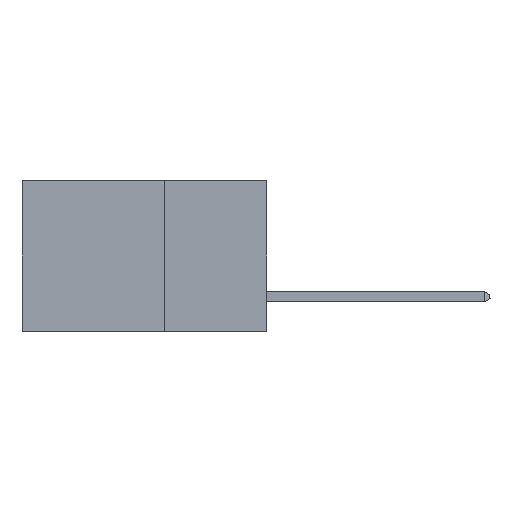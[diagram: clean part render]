
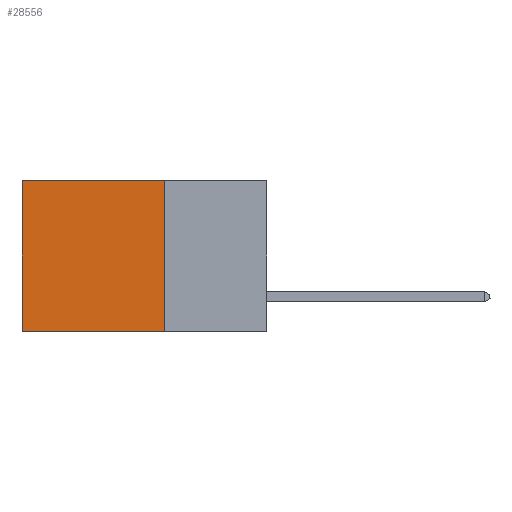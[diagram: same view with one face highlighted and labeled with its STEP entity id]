
A CAD part, left-side view. The second image highlights one B-rep face of the part: STEP entity #28556.
In plain terms, the highlighted planar face has unit normal (-1, 0, 0).
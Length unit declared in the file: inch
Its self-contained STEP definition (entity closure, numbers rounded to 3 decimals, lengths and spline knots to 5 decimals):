
#3211 = CARTESIAN_POINT ( 'NONE',  ( 0.2875, 0.25, -0.37 ) ) ;
#4574 = DIRECTION ( 'NONE',  ( 1., 0., 0. ) ) ;
#7172 = DIRECTION ( 'NONE',  ( 0., 0., -1. ) ) ;
#7651 = EDGE_CURVE ( 'NONE', #11741, #47470, #33480, .T. ) ;
#10172 = ORIENTED_EDGE ( 'NONE', *, *, #20510, .F. ) ;
#10797 = VERTEX_POINT ( 'NONE', #36532 ) ;
#11741 = VERTEX_POINT ( 'NONE', #27989 ) ;
#16080 = CARTESIAN_POINT ( 'NONE',  ( 0.2875, 0.25, 0. ) ) ;
#16563 = AXIS2_PLACEMENT_3D ( 'NONE', #16080, #4574, #35413 ) ;
#17505 = DIRECTION ( 'NONE',  ( 0., 1., 0. ) ) ;
#18475 = VECTOR ( 'NONE', #17505, 39.37008 ) ;
#18797 = DIRECTION ( 'NONE',  ( 0., 1., 0. ) ) ;
#18800 = CARTESIAN_POINT ( 'NONE',  ( 0.2875, 0.6, -0.37 ) ) ;
#19742 = FACE_OUTER_BOUND ( 'NONE', #23309, .T. ) ;
#20510 = EDGE_CURVE ( 'NONE', #48942, #47470, #26726, .T. ) ;
#21945 = VECTOR ( 'NONE', #7172, 39.37008 ) ;
#22261 = CARTESIAN_POINT ( 'NONE',  ( 0.2875, 0.25, 0. ) ) ;
#23309 = EDGE_LOOP ( 'NONE', ( #27692, #10172, #32969, #33261 ) ) ;
#26726 = LINE ( 'NONE', #3211, #45543 ) ;
#27692 = ORIENTED_EDGE ( 'NONE', *, *, #7651, .T. ) ;
#27989 = CARTESIAN_POINT ( 'NONE',  ( 0.2875, 0.6, 0. ) ) ;
#28525 = LINE ( 'NONE', #22261, #41246 ) ;
#28556 = ADVANCED_FACE ( 'NONE', ( #19742 ), #39139, .F. ) ;
#29574 = CARTESIAN_POINT ( 'NONE',  ( 0.2875, 0.25, 0. ) ) ;
#32238 = EDGE_CURVE ( 'NONE', #10797, #48942, #28525, .T. ) ;
#32969 = ORIENTED_EDGE ( 'NONE', *, *, #32238, .F. ) ;
#33261 = ORIENTED_EDGE ( 'NONE', *, *, #42009, .T. ) ;
#33480 = LINE ( 'NONE', #38021, #21945 ) ;
#35413 = DIRECTION ( 'NONE',  ( 0., 0., -1. ) ) ;
#36532 = CARTESIAN_POINT ( 'NONE',  ( 0.2875, 0.25, 0. ) ) ;
#38021 = CARTESIAN_POINT ( 'NONE',  ( 0.2875, 0.6, 0. ) ) ;
#39139 = PLANE ( 'NONE',  #16563 ) ;
#40267 = CARTESIAN_POINT ( 'NONE',  ( 0.2875, 0.25, -0.37 ) ) ;
#40303 = LINE ( 'NONE', #29574, #18475 ) ;
#41246 = VECTOR ( 'NONE', #41402, 39.37008 ) ;
#41402 = DIRECTION ( 'NONE',  ( 0., 0., -1. ) ) ;
#42009 = EDGE_CURVE ( 'NONE', #10797, #11741, #40303, .T. ) ;
#45543 = VECTOR ( 'NONE', #18797, 39.37008 ) ;
#47470 = VERTEX_POINT ( 'NONE', #18800 ) ;
#48942 = VERTEX_POINT ( 'NONE', #40267 ) ;
